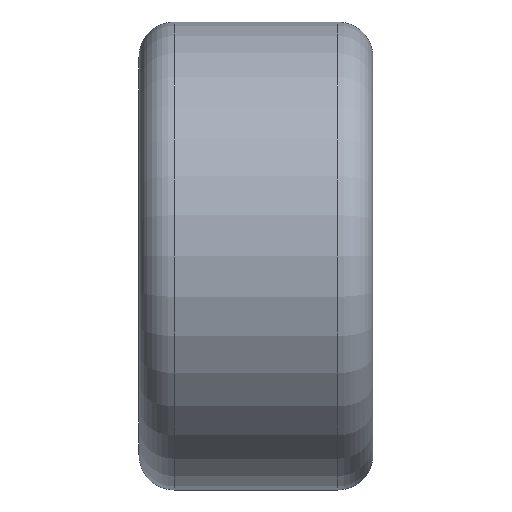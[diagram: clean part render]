
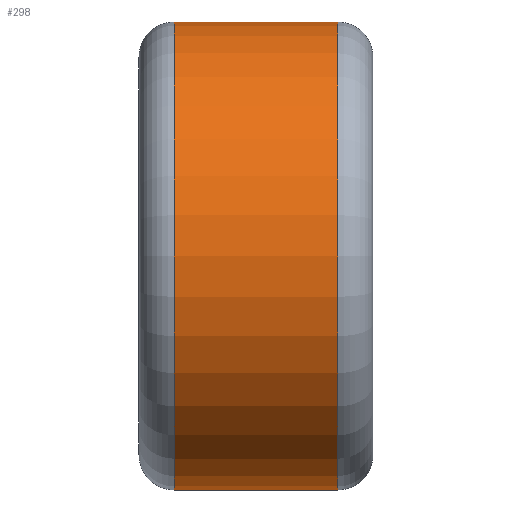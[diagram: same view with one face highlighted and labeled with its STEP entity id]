
A CAD part, front view. The second image highlights one B-rep face of the part: STEP entity #298.
In plain terms, the highlighted cylindrical face has radius 20 mm (diameter 40 mm), a partial arc.
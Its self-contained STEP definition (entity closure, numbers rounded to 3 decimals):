
#151 = EDGE_CURVE ( 'NONE', #1703, #1546, #349, .T. ) ;
#155 = VECTOR ( 'NONE', #1524, 1000. ) ;
#242 = CIRCLE ( 'NONE', #1235, 20. ) ;
#298 = ADVANCED_FACE ( 'NONE', ( #1817 ), #1367, .T. ) ;
#349 = LINE ( 'NONE', #2543, #155 ) ;
#401 = DIRECTION ( 'NONE',  ( 1., 0., 0. ) ) ;
#412 = CARTESIAN_POINT ( 'NONE',  ( 7., 0., 20. ) ) ;
#427 = DIRECTION ( 'NONE',  ( 1., 0., 0. ) ) ;
#492 = CARTESIAN_POINT ( 'NONE',  ( 7., 0., 0. ) ) ;
#493 = ORIENTED_EDGE ( 'NONE', *, *, #1590, .F. ) ;
#559 = VERTEX_POINT ( 'NONE', #2260 ) ;
#629 = EDGE_LOOP ( 'NONE', ( #1089, #1701, #634, #493 ) ) ;
#634 = ORIENTED_EDGE ( 'NONE', *, *, #1621, .T. ) ;
#1029 = CARTESIAN_POINT ( 'NONE',  ( 0., 0., -20. ) ) ;
#1089 = ORIENTED_EDGE ( 'NONE', *, *, #151, .F. ) ;
#1235 = AXIS2_PLACEMENT_3D ( 'NONE', #1444, #427, #1437 ) ;
#1331 = AXIS2_PLACEMENT_3D ( 'NONE', #2250, #1385, #2232 ) ;
#1367 = CYLINDRICAL_SURFACE ( 'NONE', #1331, 20. ) ;
#1385 = DIRECTION ( 'NONE',  ( 1., 0., 0. ) ) ;
#1437 = DIRECTION ( 'NONE',  ( 0., 0., -1. ) ) ;
#1442 = CIRCLE ( 'NONE', #2175, 20. ) ;
#1444 = CARTESIAN_POINT ( 'NONE',  ( -7., 0., 0. ) ) ;
#1524 = DIRECTION ( 'NONE',  ( 1., 0., 0. ) ) ;
#1537 = VECTOR ( 'NONE', #401, 1000. ) ;
#1540 = VERTEX_POINT ( 'NONE', #1608 ) ;
#1546 = VERTEX_POINT ( 'NONE', #412 ) ;
#1590 = EDGE_CURVE ( 'NONE', #1546, #559, #1442, .T. ) ;
#1608 = CARTESIAN_POINT ( 'NONE',  ( -7., 0., -20. ) ) ;
#1621 = EDGE_CURVE ( 'NONE', #1540, #559, #2530, .T. ) ;
#1701 = ORIENTED_EDGE ( 'NONE', *, *, #1946, .T. ) ;
#1703 = VERTEX_POINT ( 'NONE', #2638 ) ;
#1817 = FACE_OUTER_BOUND ( 'NONE', #629, .T. ) ;
#1946 = EDGE_CURVE ( 'NONE', #1703, #1540, #242, .T. ) ;
#2048 = DIRECTION ( 'NONE',  ( 1., 0., 0. ) ) ;
#2175 = AXIS2_PLACEMENT_3D ( 'NONE', #492, #2048, #2243 ) ;
#2232 = DIRECTION ( 'NONE',  ( 0., 0., -1. ) ) ;
#2243 = DIRECTION ( 'NONE',  ( 0., 0., -1. ) ) ;
#2250 = CARTESIAN_POINT ( 'NONE',  ( 0., 0., 0. ) ) ;
#2260 = CARTESIAN_POINT ( 'NONE',  ( 7., 0., -20. ) ) ;
#2530 = LINE ( 'NONE', #1029, #1537 ) ;
#2543 = CARTESIAN_POINT ( 'NONE',  ( 0., 0., 20. ) ) ;
#2638 = CARTESIAN_POINT ( 'NONE',  ( -7., 0., 20. ) ) ;
